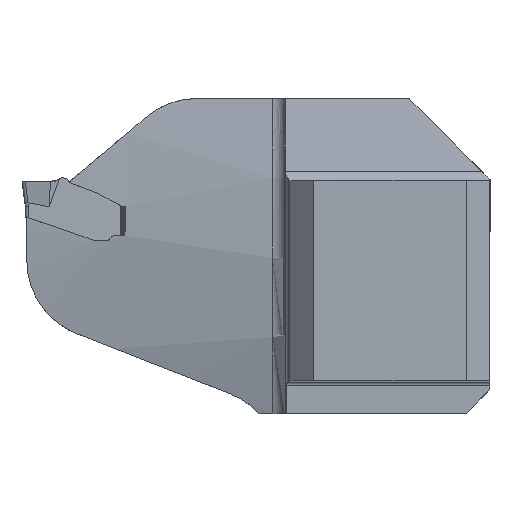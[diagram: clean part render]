
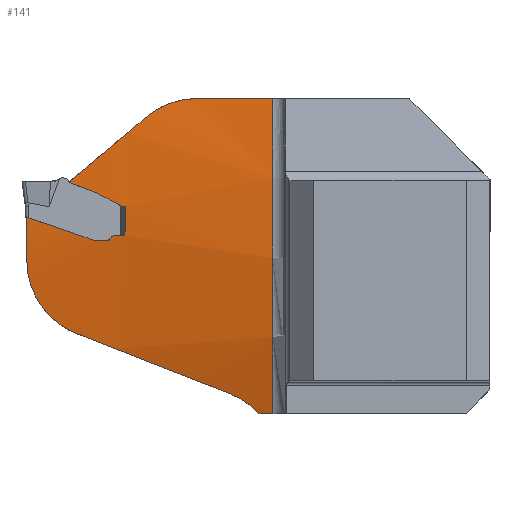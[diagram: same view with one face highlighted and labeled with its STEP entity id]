
A CAD part, top view. The second image highlights one B-rep face of the part: STEP entity #141.
In plain terms, the highlighted cylindrical face has radius 85.647 mm (diameter 171.295 mm), a partial arc.
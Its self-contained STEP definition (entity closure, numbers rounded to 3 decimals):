
#141=ADVANCED_FACE('CL_L_SU1',(#223),#202,.T.);
#202=CYLINDRICAL_SURFACE('',#1330,85.647);
#223=FACE_OUTER_BOUND('',#285,.T.);
#285=EDGE_LOOP('',(#573,#574,#575,#576,#577,#578,#579,#580,#581,#582,#583,
#584,#585,#586));
#353=LINE('',#1816,#439);
#355=LINE('',#1822,#441);
#356=LINE('',#1859,#442);
#439=VECTOR('',#1435,1.);
#441=VECTOR('',#1441,1.);
#442=VECTOR('',#1444,1.);
#522=CIRCLE('',#1326,85.647);
#523=CIRCLE('',#1328,85.647);
#535=ELLIPSE('',#1327,133.244,85.647);
#536=ELLIPSE('',#1329,235.153,85.647);
#573=ORIENTED_EDGE('',*,*,#1029,.F.);
#574=ORIENTED_EDGE('',*,*,#1031,.T.);
#575=ORIENTED_EDGE('',*,*,#1032,.T.);
#576=ORIENTED_EDGE('',*,*,#1033,.T.);
#577=ORIENTED_EDGE('',*,*,#1034,.T.);
#578=ORIENTED_EDGE('',*,*,#1035,.T.);
#579=ORIENTED_EDGE('',*,*,#1036,.F.);
#580=ORIENTED_EDGE('',*,*,#1037,.F.);
#581=ORIENTED_EDGE('',*,*,#1038,.F.);
#582=ORIENTED_EDGE('',*,*,#1039,.F.);
#583=ORIENTED_EDGE('',*,*,#1040,.F.);
#584=ORIENTED_EDGE('',*,*,#1041,.T.);
#585=ORIENTED_EDGE('',*,*,#1042,.T.);
#586=ORIENTED_EDGE('',*,*,#1043,.T.);
#915=VERTEX_POINT('',#1815);
#916=VERTEX_POINT('',#1817);
#917=VERTEX_POINT('',#1821);
#918=VERTEX_POINT('',#1823);
#919=VERTEX_POINT('',#1828);
#920=VERTEX_POINT('',#1830);
#921=VERTEX_POINT('',#1835);
#922=VERTEX_POINT('',#1858);
#923=VERTEX_POINT('',#1860);
#924=VERTEX_POINT('',#1865);
#925=VERTEX_POINT('',#1888);
#926=VERTEX_POINT('',#1890);
#927=VERTEX_POINT('',#1897);
#928=VERTEX_POINT('',#1899);
#1029=EDGE_CURVE('',#915,#916,#353,.T.);
#1031=EDGE_CURVE('',#915,#917,#522,.T.);
#1032=EDGE_CURVE('',#917,#918,#355,.T.);
#1033=EDGE_CURVE('',#918,#919,#1187,.T.);
#1034=EDGE_CURVE('',#919,#920,#535,.T.);
#1035=EDGE_CURVE('',#920,#921,#1188,.T.);
#1036=EDGE_CURVE('',#922,#921,#1189,.T.);
#1037=EDGE_CURVE('',#923,#922,#356,.T.);
#1038=EDGE_CURVE('',#924,#923,#1190,.T.);
#1039=EDGE_CURVE('',#925,#924,#1191,.T.);
#1040=EDGE_CURVE('',#926,#925,#523,.T.);
#1041=EDGE_CURVE('',#926,#927,#1192,.T.);
#1042=EDGE_CURVE('',#927,#928,#536,.T.);
#1043=EDGE_CURVE('',#928,#916,#1193,.T.);
#1187=B_SPLINE_CURVE_WITH_KNOTS('',3,(#1824,#1825,#1826,#1827),
 .UNSPECIFIED.,.F.,.F.,(4,4),(0.,1.),.UNSPECIFIED.);
#1188=B_SPLINE_CURVE_WITH_KNOTS('',3,(#1831,#1832,#1833,#1834),
 .UNSPECIFIED.,.F.,.F.,(4,4),(0.,1.),.UNSPECIFIED.);
#1189=B_SPLINE_CURVE_WITH_KNOTS('',3,(#1836,#1837,#1838,#1839,#1840,#1841,
#1842,#1843,#1844,#1845,#1846,#1847,#1848,#1849,#1850,#1851,#1852,#1853,
#1854,#1855,#1856,#1857),.UNSPECIFIED.,.F.,.F.,(4,3,3,3,3,3,3,4),(0.,0.008,
0.024,0.075,0.234,0.354,
0.57,1.),.UNSPECIFIED.);
#1190=B_SPLINE_CURVE_WITH_KNOTS('',3,(#1861,#1862,#1863,#1864),
 .UNSPECIFIED.,.F.,.F.,(4,4),(0.,1.),.UNSPECIFIED.);
#1191=B_SPLINE_CURVE_WITH_KNOTS('',3,(#1866,#1867,#1868,#1869,#1870,#1871,
#1872,#1873,#1874,#1875,#1876,#1877,#1878,#1879,#1880,#1881,#1882,#1883,
#1884,#1885,#1886,#1887),.UNSPECIFIED.,.F.,.F.,(4,2,2,2,2,2,2,2,2,2,4),
(0.,0.5,0.625,0.688,0.75,
0.813,0.844,0.875,0.906,0.937,1.),
 .UNSPECIFIED.);
#1192=B_SPLINE_CURVE_WITH_KNOTS('',3,(#1891,#1892,#1893,#1894,#1895,#1896),
 .UNSPECIFIED.,.F.,.F.,(4,2,4),(0.,0.5,1.),.UNSPECIFIED.);
#1193=B_SPLINE_CURVE_WITH_KNOTS('',3,(#1900,#1901,#1902,#1903),
 .UNSPECIFIED.,.F.,.F.,(4,4),(0.,1.),.UNSPECIFIED.);
#1326=AXIS2_PLACEMENT_3D('',#1820,#1439,#1440);
#1327=AXIS2_PLACEMENT_3D('',#1829,#1442,#1443);
#1328=AXIS2_PLACEMENT_3D('',#1889,#1445,#1446);
#1329=AXIS2_PLACEMENT_3D('',#1898,#1447,#1448);
#1330=AXIS2_PLACEMENT_3D('',#1904,#1449,#1450);
#1435=DIRECTION('',(-1.,0.,0.));
#1439=DIRECTION('',(-1.,0.,0.));
#1440=DIRECTION('',(0.,1.,0.));
#1441=DIRECTION('',(-1.,0.,0.));
#1442=DIRECTION('',(0.643,-0.766,0.));
#1443=DIRECTION('',(-0.766,-0.643,0.));
#1444=DIRECTION('',(-1.,0.,0.));
#1445=DIRECTION('',(-1.,0.,0.));
#1446=DIRECTION('',(0.,0.,-1.));
#1447=DIRECTION('',(0.364,0.931,0.));
#1448=DIRECTION('',(-0.931,0.364,0.));
#1449=DIRECTION('',(-1.,0.,0.));
#1450=DIRECTION('',(0.,-1.,0.));
#1815=CARTESIAN_POINT('',(-27.5,-4.,-93.554));
#1816=CARTESIAN_POINT('',(-22.565,-4.,-93.554));
#1817=CARTESIAN_POINT('',(-29.247,-4.,-93.554));
#1820=CARTESIAN_POINT('',(-27.5,25.4,-173.997));
#1821=CARTESIAN_POINT('',(-27.5,35.866,-88.992));
#1822=CARTESIAN_POINT('',(-22.565,35.866,-88.992));
#1823=CARTESIAN_POINT('',(-37.08,35.866,-88.992));
#1824=CARTESIAN_POINT('',(-37.08,35.866,-88.992));
#1825=CARTESIAN_POINT('',(-39.433,35.866,-88.992));
#1826=CARTESIAN_POINT('',(-41.708,35.036,-88.88));
#1827=CARTESIAN_POINT('',(-43.508,33.526,-88.736));
#1828=CARTESIAN_POINT('',(-43.508,33.526,-88.736));
#1829=CARTESIAN_POINT('',(-53.192,25.4,-173.997));
#1830=CARTESIAN_POINT('',(-53.139,25.445,-88.35));
#1831=CARTESIAN_POINT('',(-53.139,25.445,-88.35));
#1832=CARTESIAN_POINT('',(-53.128,25.357,-88.35));
#1833=CARTESIAN_POINT('',(-53.117,25.27,-88.35));
#1834=CARTESIAN_POINT('',(-53.106,25.182,-88.35));
#1835=CARTESIAN_POINT('',(-53.106,25.182,-88.35));
#1836=CARTESIAN_POINT('',(-46.598,22.247,-88.408));
#1837=CARTESIAN_POINT('',(-46.618,22.247,-88.408));
#1838=CARTESIAN_POINT('',(-46.637,22.249,-88.408));
#1839=CARTESIAN_POINT('',(-46.657,22.253,-88.408));
#1840=CARTESIAN_POINT('',(-46.695,22.26,-88.408));
#1841=CARTESIAN_POINT('',(-46.73,22.28,-88.407));
#1842=CARTESIAN_POINT('',(-46.764,22.298,-88.406));
#1843=CARTESIAN_POINT('',(-46.87,22.357,-88.404));
#1844=CARTESIAN_POINT('',(-46.975,22.416,-88.402));
#1845=CARTESIAN_POINT('',(-47.081,22.475,-88.4));
#1846=CARTESIAN_POINT('',(-47.412,22.66,-88.394));
#1847=CARTESIAN_POINT('',(-47.743,22.845,-88.388));
#1848=CARTESIAN_POINT('',(-48.074,23.03,-88.383));
#1849=CARTESIAN_POINT('',(-48.325,23.17,-88.379));
#1850=CARTESIAN_POINT('',(-48.576,23.31,-88.375));
#1851=CARTESIAN_POINT('',(-48.827,23.45,-88.372));
#1852=CARTESIAN_POINT('',(-49.276,23.7,-88.366));
#1853=CARTESIAN_POINT('',(-49.748,23.91,-88.363));
#1854=CARTESIAN_POINT('',(-50.229,24.093,-88.36));
#1855=CARTESIAN_POINT('',(-51.188,24.456,-88.354));
#1856=CARTESIAN_POINT('',(-52.147,24.819,-88.351));
#1857=CARTESIAN_POINT('',(-53.106,25.182,-88.35));
#1858=CARTESIAN_POINT('',(-46.598,22.247,-88.408));
#1859=CARTESIAN_POINT('',(-46.598,22.247,-88.408));
#1860=CARTESIAN_POINT('',(-46.138,22.247,-88.408));
#1861=CARTESIAN_POINT('',(-46.223,18.5,-88.628));
#1862=CARTESIAN_POINT('',(-46.184,19.747,-88.528));
#1863=CARTESIAN_POINT('',(-46.156,20.997,-88.454));
#1864=CARTESIAN_POINT('',(-46.138,22.247,-88.408));
#1865=CARTESIAN_POINT('',(-46.223,18.5,-88.628));
#1866=CARTESIAN_POINT('',(-58.65,20.854,-88.471));
#1867=CARTESIAN_POINT('',(-56.615,20.15,-88.508));
#1868=CARTESIAN_POINT('',(-54.58,19.447,-88.554));
#1869=CARTESIAN_POINT('',(-52.036,18.567,-88.623));
#1870=CARTESIAN_POINT('',(-51.528,18.391,-88.637));
#1871=CARTESIAN_POINT('',(-50.765,18.127,-88.659));
#1872=CARTESIAN_POINT('',(-50.51,18.04,-88.667));
#1873=CARTESIAN_POINT('',(-50.002,17.864,-88.682));
#1874=CARTESIAN_POINT('',(-49.733,17.9,-88.679));
#1875=CARTESIAN_POINT('',(-49.203,17.9,-88.679));
#1876=CARTESIAN_POINT('',(-48.939,17.9,-88.679));
#1877=CARTESIAN_POINT('',(-48.542,17.9,-88.679));
#1878=CARTESIAN_POINT('',(-48.412,17.883,-88.68));
#1879=CARTESIAN_POINT('',(-48.131,18.024,-88.668));
#1880=CARTESIAN_POINT('',(-47.966,18.296,-88.645));
#1881=CARTESIAN_POINT('',(-47.677,18.51,-88.628));
#1882=CARTESIAN_POINT('',(-47.546,18.5,-88.628));
#1883=CARTESIAN_POINT('',(-47.281,18.5,-88.628));
#1884=CARTESIAN_POINT('',(-47.149,18.5,-88.628));
#1885=CARTESIAN_POINT('',(-46.752,18.5,-88.628));
#1886=CARTESIAN_POINT('',(-46.487,18.5,-88.628));
#1887=CARTESIAN_POINT('',(-46.223,18.5,-88.628));
#1888=CARTESIAN_POINT('',(-58.65,20.854,-88.471));
#1889=CARTESIAN_POINT('',(-58.65,25.4,-173.997));
#1890=CARTESIAN_POINT('',(-58.65,15.4,-88.936));
#1891=CARTESIAN_POINT('',(-58.65,15.4,-88.936));
#1892=CARTESIAN_POINT('',(-58.65,13.382,-89.173));
#1893=CARTESIAN_POINT('',(-58.029,11.402,-89.485));
#1894=CARTESIAN_POINT('',(-55.785,8.116,-90.095));
#1895=CARTESIAN_POINT('',(-54.179,6.825,-90.385));
#1896=CARTESIAN_POINT('',(-52.292,6.087,-90.556));
#1897=CARTESIAN_POINT('',(-52.292,6.087,-90.556));
#1898=CARTESIAN_POINT('',(-101.676,25.4,-173.997));
#1899=CARTESIAN_POINT('',(-32.985,-1.464,-92.672));
#1900=CARTESIAN_POINT('',(-32.985,-1.464,-92.672));
#1901=CARTESIAN_POINT('',(-31.543,-2.028,-92.858));
#1902=CARTESIAN_POINT('',(-30.275,-2.9,-93.152));
#1903=CARTESIAN_POINT('',(-29.247,-4.,-93.554));
#1904=CARTESIAN_POINT('',(-22.565,25.4,-173.997));
